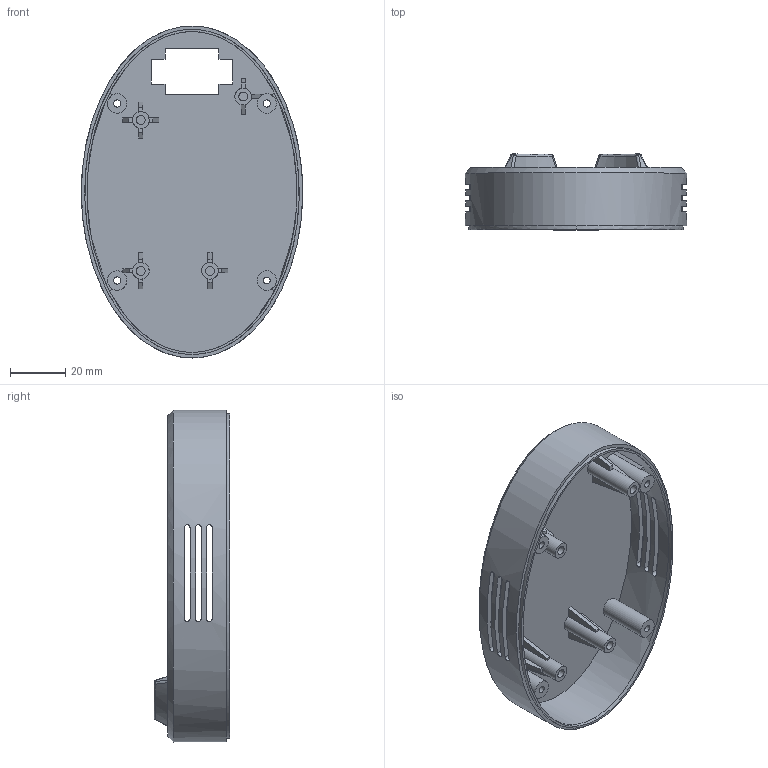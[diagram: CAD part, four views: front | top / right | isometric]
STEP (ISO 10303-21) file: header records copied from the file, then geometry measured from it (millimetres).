
FILE_DESCRIPTION(/* description */ ('Unknown'),/* implementation_level */ '2;1');
FILE_NAME(/* name */ 'HackitBack v0.3 - HUB - Back Cover',/* time_stamp */ '2022-06-17T13:26:36-07:00',/* author */ ('Unknown'),/* organization */ ('Unknown'),/* preprocessor_version */ 'ST-DEVELOPER v16.7',/* originating_system */ 'Solid Edge',/* authorisation */ 'Unknown');
FILE_SCHEMA (('AUTOMOTIVE_DESIGN {1 0 10303 214 3 1 1}'));
Length unit declared in the file: millimetre
Products named in the file (1): Back_4
Bounding box: 80 x 27.44 x 120 mm (x, y, z)
Volume: 29231.3 mm3; surface area: 33588.1 mm2
Topology: 1 solids, 1 shells, 185 faces, 494 edges, 317 vertices
Faces by surface type: plane 114, cylinder 36, bspline 23, sphere 8, cone 4
Full cylindrical faces by diameter (mm): 2.5 x1, 2.6 x3, 3.2 x4, 5 x4, 6 x4, 7 x3
Entity records: 7002 total; most frequent: CARTESIAN_POINT 2765, ORIENTED_EDGE 882, DIRECTION 781, EDGE_CURVE 441, VERTEX_POINT 298, AXIS2_PLACEMENT_3D 273, EDGE_LOOP 247, FACE_BOUND 247
